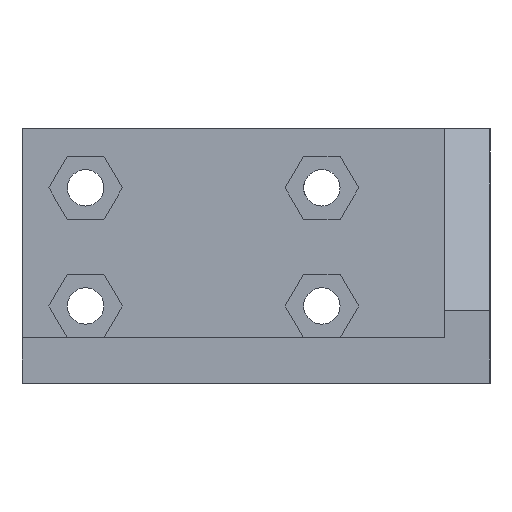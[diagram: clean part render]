
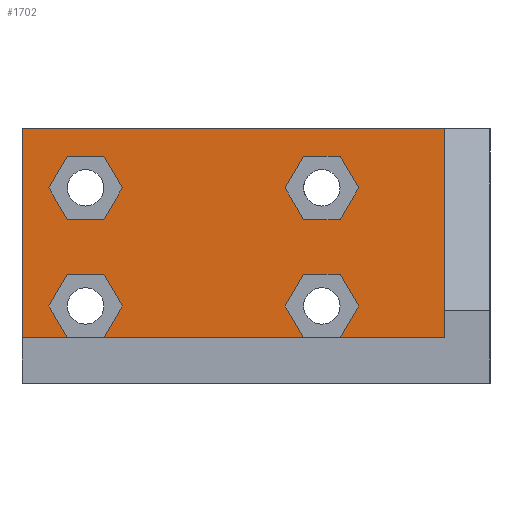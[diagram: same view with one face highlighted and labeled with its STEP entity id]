
A CAD part, left-side view. The second image highlights one B-rep face of the part: STEP entity #1702.
In plain terms, the highlighted planar face has unit normal (-1, 0, 0).
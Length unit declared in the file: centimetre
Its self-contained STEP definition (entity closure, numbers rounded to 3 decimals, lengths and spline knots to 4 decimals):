
#149=VERTEX_POINT('',#2336);
#150=VERTEX_POINT('',#2338);
#180=VERTEX_POINT('',#2658);
#181=VERTEX_POINT('',#2660);
#183=VERTEX_POINT('',#2666);
#185=VERTEX_POINT('',#2672);
#187=VERTEX_POINT('',#2678);
#189=VERTEX_POINT('',#2684);
#198=VERTEX_POINT('',#2743);
#199=VERTEX_POINT('',#2745);
#202=VERTEX_POINT('',#2752);
#203=VERTEX_POINT('',#2754);
#205=VERTEX_POINT('',#2760);
#207=VERTEX_POINT('',#2766);
#211=VERTEX_POINT('',#2781);
#212=VERTEX_POINT('',#2783);
#214=VERTEX_POINT('',#2789);
#216=VERTEX_POINT('',#2795);
#218=VERTEX_POINT('',#2801);
#220=VERTEX_POINT('',#2807);
#224=VERTEX_POINT('',#2856);
#225=VERTEX_POINT('',#2858);
#228=VERTEX_POINT('',#2865);
#229=VERTEX_POINT('',#2867);
#231=VERTEX_POINT('',#2873);
#233=VERTEX_POINT('',#2879);
#256=VERTEX_POINT('',#2974);
#257=VERTEX_POINT('',#2976);
#305=VECTOR('',#1908,1.);
#329=VECTOR('',#1975,1.);
#332=VECTOR('',#1979,1.);
#335=VECTOR('',#1983,1.);
#338=VECTOR('',#1987,1.);
#341=VECTOR('',#1991,1.);
#344=VECTOR('',#1995,1.);
#349=VECTOR('',#2011,1.);
#353=VECTOR('',#2016,1.);
#356=VECTOR('',#2020,1.);
#359=VECTOR('',#2024,1.);
#362=VECTOR('',#2028,1.);
#366=VECTOR('',#2038,1.);
#369=VECTOR('',#2042,1.);
#372=VECTOR('',#2046,1.);
#375=VECTOR('',#2050,1.);
#378=VECTOR('',#2054,1.);
#381=VECTOR('',#2058,1.);
#384=VECTOR('',#2069,1.);
#388=VECTOR('',#2074,1.);
#391=VECTOR('',#2078,1.);
#394=VECTOR('',#2082,1.);
#397=VECTOR('',#2086,1.);
#438=VECTOR('',#2162,1.);
#441=VECTOR('',#2166,1.);
#443=VECTOR('',#2169,1.);
#491=LINE('',#2337,#305);
#515=LINE('',#2659,#329);
#518=LINE('',#2665,#332);
#521=LINE('',#2671,#335);
#524=LINE('',#2677,#338);
#527=LINE('',#2683,#341);
#530=LINE('',#2688,#344);
#535=LINE('',#2744,#349);
#539=LINE('',#2753,#353);
#542=LINE('',#2759,#356);
#545=LINE('',#2765,#359);
#548=LINE('',#2770,#362);
#552=LINE('',#2782,#366);
#555=LINE('',#2788,#369);
#558=LINE('',#2794,#372);
#561=LINE('',#2800,#375);
#564=LINE('',#2806,#378);
#567=LINE('',#2811,#381);
#570=LINE('',#2857,#384);
#574=LINE('',#2866,#388);
#577=LINE('',#2872,#391);
#580=LINE('',#2878,#394);
#583=LINE('',#2883,#397);
#624=LINE('',#2975,#438);
#627=LINE('',#2981,#441);
#629=LINE('',#2984,#443);
#695=EDGE_CURVE('',#149,#150,#491,.T.);
#737=EDGE_CURVE('',#181,#180,#515,.T.);
#740=EDGE_CURVE('',#183,#181,#518,.T.);
#743=EDGE_CURVE('',#185,#183,#521,.T.);
#746=EDGE_CURVE('',#187,#185,#524,.T.);
#749=EDGE_CURVE('',#189,#187,#527,.T.);
#752=EDGE_CURVE('',#180,#189,#530,.T.);
#763=EDGE_CURVE('',#199,#198,#535,.T.);
#767=EDGE_CURVE('',#203,#202,#539,.T.);
#770=EDGE_CURVE('',#205,#203,#542,.T.);
#773=EDGE_CURVE('',#207,#205,#545,.T.);
#776=EDGE_CURVE('',#198,#207,#548,.T.);
#781=EDGE_CURVE('',#212,#211,#552,.T.);
#784=EDGE_CURVE('',#214,#212,#555,.T.);
#787=EDGE_CURVE('',#216,#214,#558,.T.);
#790=EDGE_CURVE('',#218,#216,#561,.T.);
#793=EDGE_CURVE('',#220,#218,#564,.T.);
#796=EDGE_CURVE('',#211,#220,#567,.T.);
#801=EDGE_CURVE('',#225,#224,#570,.T.);
#805=EDGE_CURVE('',#229,#228,#574,.T.);
#808=EDGE_CURVE('',#231,#229,#577,.T.);
#811=EDGE_CURVE('',#233,#231,#580,.T.);
#814=EDGE_CURVE('',#224,#233,#583,.T.);
#858=EDGE_CURVE('',#256,#202,#624,.T.);
#859=EDGE_CURVE('',#199,#228,#624,.T.);
#860=EDGE_CURVE('',#225,#257,#624,.T.);
#863=EDGE_CURVE('',#150,#256,#627,.T.);
#865=EDGE_CURVE('',#257,#149,#629,.T.);
#1298=ORIENTED_EDGE('',*,*,#737,.T.);
#1299=ORIENTED_EDGE('',*,*,#752,.T.);
#1300=ORIENTED_EDGE('',*,*,#749,.T.);
#1301=ORIENTED_EDGE('',*,*,#746,.T.);
#1302=ORIENTED_EDGE('',*,*,#743,.T.);
#1303=ORIENTED_EDGE('',*,*,#740,.T.);
#1304=ORIENTED_EDGE('',*,*,#767,.T.);
#1305=ORIENTED_EDGE('',*,*,#858,.F.);
#1306=ORIENTED_EDGE('',*,*,#863,.F.);
#1307=ORIENTED_EDGE('',*,*,#695,.F.);
#1308=ORIENTED_EDGE('',*,*,#865,.F.);
#1309=ORIENTED_EDGE('',*,*,#860,.F.);
#1310=ORIENTED_EDGE('',*,*,#801,.T.);
#1311=ORIENTED_EDGE('',*,*,#814,.T.);
#1312=ORIENTED_EDGE('',*,*,#811,.T.);
#1313=ORIENTED_EDGE('',*,*,#808,.T.);
#1314=ORIENTED_EDGE('',*,*,#805,.T.);
#1315=ORIENTED_EDGE('',*,*,#859,.F.);
#1316=ORIENTED_EDGE('',*,*,#763,.T.);
#1317=ORIENTED_EDGE('',*,*,#776,.T.);
#1318=ORIENTED_EDGE('',*,*,#773,.T.);
#1319=ORIENTED_EDGE('',*,*,#770,.T.);
#1320=ORIENTED_EDGE('',*,*,#781,.T.);
#1321=ORIENTED_EDGE('',*,*,#796,.T.);
#1322=ORIENTED_EDGE('',*,*,#793,.T.);
#1323=ORIENTED_EDGE('',*,*,#790,.T.);
#1324=ORIENTED_EDGE('',*,*,#787,.T.);
#1325=ORIENTED_EDGE('',*,*,#784,.T.);
#1473=EDGE_LOOP('',(#1298,#1299,#1300,#1301,#1302,#1303));
#1474=EDGE_LOOP('',(#1304,#1305,#1306,#1307,#1308,#1309,#1310,#1311,#1312,
#1313,#1314,#1315,#1316,#1317,#1318,#1319));
#1475=EDGE_LOOP('',(#1320,#1321,#1322,#1323,#1324,#1325));
#1613=FACE_BOUND('',#1473,.T.);
#1614=FACE_BOUND('',#1474,.T.);
#1615=FACE_BOUND('',#1475,.T.);
#1702=ADVANCED_FACE('',(#1613,#1614,#1615),#3051,.F.);
#1818=AXIS2_PLACEMENT_3D('',#2983,#2168,$);
#1908=DIRECTION('',(0.,-1.,0.));
#1975=DIRECTION('',(0.,0.5,0.866));
#1979=DIRECTION('',(0.,1.,0.));
#1983=DIRECTION('',(0.,0.5,-0.866));
#1987=DIRECTION('',(0.,-0.5,-0.866));
#1991=DIRECTION('',(0.,-1.,0.));
#1995=DIRECTION('',(0.,-0.5,0.866));
#2011=DIRECTION('',(0.,0.5,0.866));
#2016=DIRECTION('',(0.,0.5,-0.866));
#2020=DIRECTION('',(0.,-0.5,-0.866));
#2024=DIRECTION('',(0.,-1.,0.));
#2028=DIRECTION('',(0.,-0.5,0.866));
#2038=DIRECTION('',(0.,0.5,0.866));
#2042=DIRECTION('',(0.,1.,0.));
#2046=DIRECTION('',(0.,0.5,-0.866));
#2050=DIRECTION('',(0.,-0.5,-0.866));
#2054=DIRECTION('',(0.,-1.,0.));
#2058=DIRECTION('',(0.,-0.5,0.866));
#2069=DIRECTION('',(0.,0.5,0.866));
#2074=DIRECTION('',(0.,0.5,-0.866));
#2078=DIRECTION('',(0.,-0.5,-0.866));
#2082=DIRECTION('',(0.,-1.,0.));
#2086=DIRECTION('',(0.,-0.5,0.866));
#2162=DIRECTION('',(0.,1.,0.));
#2166=DIRECTION('',(0.,0.,-1.));
#2168=DIRECTION('',(1.,0.,0.));
#2169=DIRECTION('',(0.,0.,1.));
#2336=CARTESIAN_POINT('',(5.7,5.15,2.8));
#2337=CARTESIAN_POINT('',(5.7,2.7,2.8));
#2338=CARTESIAN_POINT('',(5.7,0.5,2.8));
#2658=CARTESIAN_POINT('',(5.7,2.2541,2.15));
#2659=CARTESIAN_POINT('',(5.7,2.4157,2.4298));
#2660=CARTESIAN_POINT('',(5.7,2.0521,1.8));
#2665=CARTESIAN_POINT('',(5.7,2.3375,1.8));
#2666=CARTESIAN_POINT('',(5.7,1.6479,1.8));
#2671=CARTESIAN_POINT('',(5.7,1.528,2.0077));
#2672=CARTESIAN_POINT('',(5.7,1.4459,2.15));
#2677=CARTESIAN_POINT('',(5.7,1.8095,2.7798));
#2678=CARTESIAN_POINT('',(5.7,1.6479,2.5));
#2683=CARTESIAN_POINT('',(5.7,2.3375,2.5));
#2684=CARTESIAN_POINT('',(5.7,2.0521,2.5));
#2688=CARTESIAN_POINT('',(5.7,2.1343,2.3577));
#2743=CARTESIAN_POINT('',(5.7,2.2541,0.85));
#2744=CARTESIAN_POINT('',(5.7,2.6972,1.6173));
#2745=CARTESIAN_POINT('',(5.7,2.0521,0.5));
#2752=CARTESIAN_POINT('',(5.7,1.6479,0.5));
#2753=CARTESIAN_POINT('',(5.7,1.2466,1.1952));
#2754=CARTESIAN_POINT('',(5.7,1.4459,0.85));
#2759=CARTESIAN_POINT('',(5.7,2.091,1.9673));
#2760=CARTESIAN_POINT('',(5.7,1.6479,1.2));
#2765=CARTESIAN_POINT('',(5.7,2.3375,1.2));
#2766=CARTESIAN_POINT('',(5.7,2.0521,1.2));
#2770=CARTESIAN_POINT('',(5.7,1.8528,1.5452));
#2781=CARTESIAN_POINT('',(5.7,4.8541,2.15));
#2782=CARTESIAN_POINT('',(5.7,4.6907,1.8669));
#2783=CARTESIAN_POINT('',(5.7,4.6521,1.8));
#2788=CARTESIAN_POINT('',(5.7,3.6375,1.8));
#2789=CARTESIAN_POINT('',(5.7,4.2479,1.8));
#2794=CARTESIAN_POINT('',(5.7,3.803,2.5706));
#2795=CARTESIAN_POINT('',(5.7,4.0459,2.15));
#2800=CARTESIAN_POINT('',(5.7,4.0845,2.2169));
#2801=CARTESIAN_POINT('',(5.7,4.2479,2.5));
#2806=CARTESIAN_POINT('',(5.7,3.6375,2.5));
#2807=CARTESIAN_POINT('',(5.7,4.6521,2.5));
#2811=CARTESIAN_POINT('',(5.7,4.4093,2.9206));
#2856=CARTESIAN_POINT('',(5.7,4.8541,0.85));
#2857=CARTESIAN_POINT('',(5.7,4.9722,1.0544));
#2858=CARTESIAN_POINT('',(5.7,4.6521,0.5));
#2865=CARTESIAN_POINT('',(5.7,4.2479,0.5));
#2866=CARTESIAN_POINT('',(5.7,3.5216,1.7581));
#2867=CARTESIAN_POINT('',(5.7,4.0459,0.85));
#2872=CARTESIAN_POINT('',(5.7,4.366,1.4044));
#2873=CARTESIAN_POINT('',(5.7,4.2479,1.2));
#2878=CARTESIAN_POINT('',(5.7,3.6375,1.2));
#2879=CARTESIAN_POINT('',(5.7,4.6521,1.2));
#2883=CARTESIAN_POINT('',(5.7,4.1278,2.1081));
#2974=CARTESIAN_POINT('',(5.7,0.5,0.5));
#2975=CARTESIAN_POINT('',(5.7,0.5,0.5));
#2976=CARTESIAN_POINT('',(5.7,5.15,0.5));
#2981=CARTESIAN_POINT('',(5.7,0.5,2.8));
#2983=CARTESIAN_POINT('',(5.7,2.825,2.8));
#2984=CARTESIAN_POINT('',(5.7,5.15,1.4));
#3051=PLANE('',#1818);
